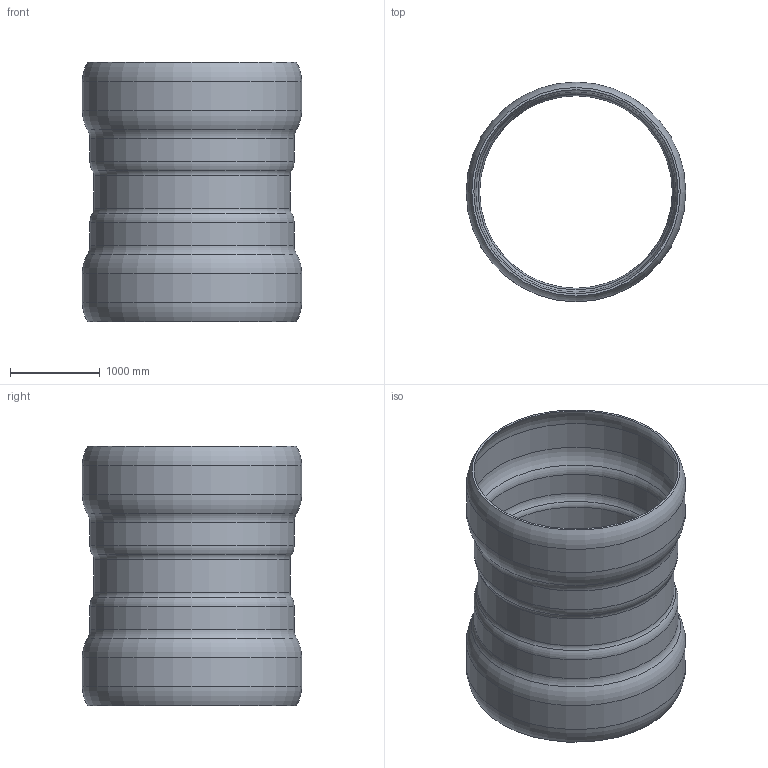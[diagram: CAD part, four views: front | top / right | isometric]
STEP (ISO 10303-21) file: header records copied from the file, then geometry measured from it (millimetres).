
FILE_DESCRIPTION(/* description */ (''),/* implementation_level */ '2;1');
FILE_NAME(/* name */ '5.560.200C_3D.stp',/* time_stamp */ '2024-12-11T11:54:44+01:00',/* author */ ('CAD'),/* organization */ (''),/* preprocessor_version */ 'ST-DEVELOPER v20',/* originating_system */ 'AutoCAD Mechanical',/* authorisation */ '');
FILE_SCHEMA (('AUTOMOTIVE_DESIGN { 1 0 10303 214 3 1 1 }'));
Length unit declared in the file: centimetre
Products named in the file (1): Product
Bounding box: 2450 x 2450 x 2900 mm (x, y, z)
Volume: 433457024 mm3; surface area: 43688332.7 mm2
Topology: 1 solids, 1 shells, 32 faces, 82 edges, 52 vertices
Faces by surface type: torus 20, cylinder 10, plane 2
Full cylindrical faces by diameter (mm): 2150 x1, 2190 x1, 2240 x2, 2280 x2, 2410 x2, 2450 x2
Entity records: 1041 total; most frequent: DIRECTION 220, CARTESIAN_POINT 167, ORIENTED_EDGE 164, AXIS2_PLACEMENT_3D 105, EDGE_CURVE 82, CIRCLE 72, VERTEX_POINT 52, EDGE_LOOP 34
